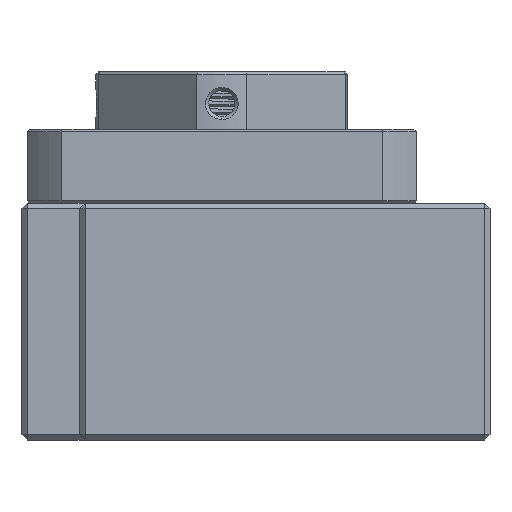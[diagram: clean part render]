
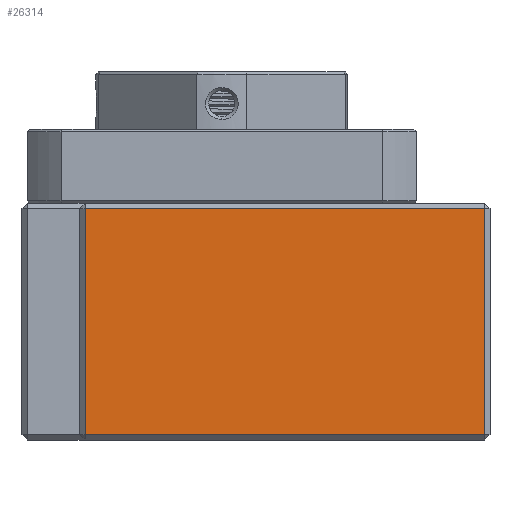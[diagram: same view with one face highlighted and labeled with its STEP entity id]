
A CAD part, left-side view. The second image highlights one B-rep face of the part: STEP entity #26314.
In plain terms, the highlighted planar face has unit normal (-1, 0, 0).
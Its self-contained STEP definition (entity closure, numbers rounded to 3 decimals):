
#5944 = DIRECTION ( 'NONE',  ( 0., 0., 1. ) ) ;
#5945 = VECTOR ( 'NONE', #5944, 1000. ) ;
#5946 = CARTESIAN_POINT ( 'NONE',  ( -64., 77., 22.5 ) ) ;
#5947 = LINE ( 'NONE', #5946, #5945 ) ;
#5948 = CARTESIAN_POINT ( 'NONE',  ( -64., 77., -21.5 ) ) ;
#5999 = DIRECTION ( 'NONE',  ( 0., -1., 0. ) ) ;
#6000 = VECTOR ( 'NONE', #5999, 1000. ) ;
#6001 = CARTESIAN_POINT ( 'NONE',  ( -64., 78., 21.5 ) ) ;
#6002 = LINE ( 'NONE', #6001, #6000 ) ;
#6004 = CARTESIAN_POINT ( 'NONE',  ( -64., 1., -21.5 ) ) ;
#6005 = DIRECTION ( 'NONE',  ( 0., 0., -1. ) ) ;
#6006 = VECTOR ( 'NONE', #6005, 1000. ) ;
#6007 = CARTESIAN_POINT ( 'NONE',  ( -64., 1., 22.5 ) ) ;
#6008 = LINE ( 'NONE', #6007, #6006 ) ;
#6034 = CARTESIAN_POINT ( 'NONE',  ( -64., 77., 21.5 ) ) ;
#6059 = DIRECTION ( 'NONE',  ( 0., -1., 0. ) ) ;
#6060 = VECTOR ( 'NONE', #6059, 1000. ) ;
#6061 = CARTESIAN_POINT ( 'NONE',  ( -64., 78., -21.5 ) ) ;
#6062 = LINE ( 'NONE', #6061, #6060 ) ;
#6106 = CARTESIAN_POINT ( 'NONE',  ( -64., 1., 21.5 ) ) ;
#6107 = DIRECTION ( 'NONE',  ( 0., 0., -1. ) ) ;
#6108 = DIRECTION ( 'NONE',  ( 1., 0., 0. ) ) ;
#6109 = AXIS2_PLACEMENT_3D ( 'NONE', #6110, #6108, #6107 ) ;
#6110 = CARTESIAN_POINT ( 'NONE',  ( -64., 78., 22.5 ) ) ;
#6111 = PLANE ( 'NONE',  #6109 ) ;
#6112 = FACE_OUTER_BOUND ( 'NONE', #26315, .T. ) ;
#26243 = VERTEX_POINT ( 'NONE', #5948 ) ;
#26245 = EDGE_CURVE ( 'NONE', #26243, #26263, #5947, .T. ) ;
#26246 = ORIENTED_EDGE ( 'NONE', *, *, #26247, .F. ) ;
#26247 = EDGE_CURVE ( 'NONE', #26316, #26248, #6008, .T. ) ;
#26248 = VERTEX_POINT ( 'NONE', #6004 ) ;
#26249 = ORIENTED_EDGE ( 'NONE', *, *, #26250, .F. ) ;
#26250 = EDGE_CURVE ( 'NONE', #26263, #26316, #6002, .T. ) ;
#26263 = VERTEX_POINT ( 'NONE', #6034 ) ;
#26302 = EDGE_CURVE ( 'NONE', #26243, #26248, #6062, .T. ) ;
#26303 = ORIENTED_EDGE ( 'NONE', *, *, #26245, .F. ) ;
#26305 = ORIENTED_EDGE ( 'NONE', *, *, #26302, .T. ) ;
#26314 = ADVANCED_FACE ( 'NONE', ( #6112 ), #6111, .F. ) ;
#26315 = EDGE_LOOP ( 'NONE', ( #26246, #26249, #26303, #26305 ) ) ;
#26316 = VERTEX_POINT ( 'NONE', #6106 ) ;
